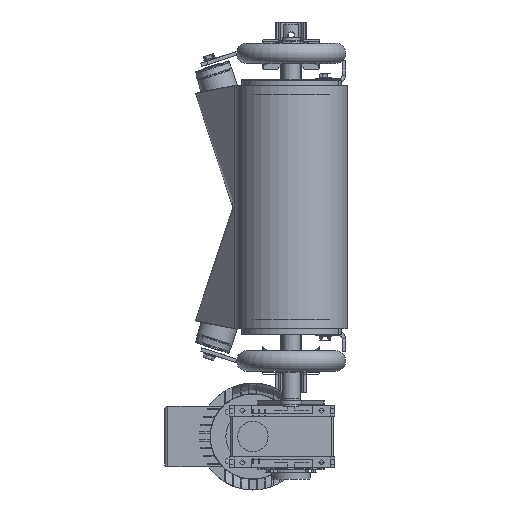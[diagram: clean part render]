
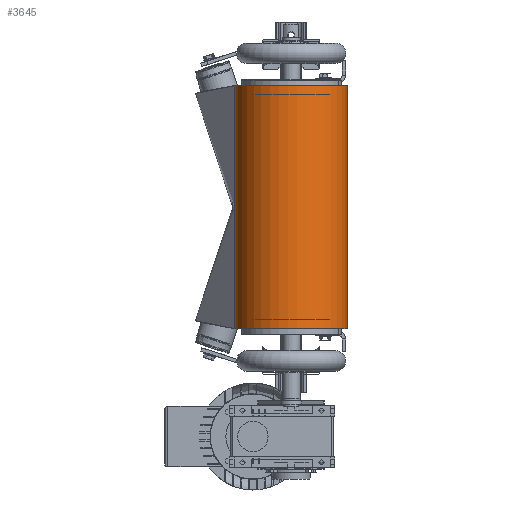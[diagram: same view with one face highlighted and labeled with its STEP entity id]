
A CAD part, left-side view. The second image highlights one B-rep face of the part: STEP entity #3645.
In plain terms, the highlighted cylindrical face has radius 92.5 mm (diameter 185 mm), a partial arc.
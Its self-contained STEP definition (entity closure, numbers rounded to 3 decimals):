
#141 = DIRECTION ( 'NONE',  ( 0., 0., -1. ) ) ;
#226 = AXIS2_PLACEMENT_3D ( 'NONE', #22050, #47846, #25736 ) ;
#689 = CIRCLE ( 'NONE', #28831, 92.5 ) ;
#3645 = ADVANCED_FACE ( 'NONE', ( #21585 ), #7126, .T. ) ;
#6506 = EDGE_LOOP ( 'NONE', ( #40262, #14679, #42393, #45104 ) ) ;
#7126 = CYLINDRICAL_SURFACE ( 'NONE', #12799, 92.5 ) ;
#10804 = VERTEX_POINT ( 'NONE', #25144 ) ;
#10811 = CIRCLE ( 'NONE', #226, 92.5 ) ;
#12785 = EDGE_CURVE ( 'NONE', #44145, #29019, #16175, .T. ) ;
#12799 = AXIS2_PLACEMENT_3D ( 'NONE', #47896, #141, #14657 ) ;
#12805 = CARTESIAN_POINT ( 'NONE',  ( -2418.113, 77.965, 255.245 ) ) ;
#13475 = CARTESIAN_POINT ( 'NONE',  ( -2413.087, -106.898, -144.755 ) ) ;
#14657 = DIRECTION ( 'NONE',  ( -1., 0., 0. ) ) ;
#14679 = ORIENTED_EDGE ( 'NONE', *, *, #12785, .F. ) ;
#15600 = CARTESIAN_POINT ( 'NONE',  ( -2418.113, -14.535, 255.245 ) ) ;
#16108 = VECTOR ( 'NONE', #39140, 1000. ) ;
#16175 = LINE ( 'NONE', #40573, #24862 ) ;
#16789 = CARTESIAN_POINT ( 'NONE',  ( -2413.087, -106.898, 255.245 ) ) ;
#19317 = DIRECTION ( 'NONE',  ( 1., 0., 0. ) ) ;
#21585 = FACE_OUTER_BOUND ( 'NONE', #6506, .T. ) ;
#22050 = CARTESIAN_POINT ( 'NONE',  ( -2418.113, -14.535, -144.755 ) ) ;
#24862 = VECTOR ( 'NONE', #37013, 1000. ) ;
#25144 = CARTESIAN_POINT ( 'NONE',  ( -2418.113, 77.965, -144.755 ) ) ;
#25736 = DIRECTION ( 'NONE',  ( 1., 0., 0. ) ) ;
#25939 = LINE ( 'NONE', #38982, #16108 ) ;
#28831 = AXIS2_PLACEMENT_3D ( 'NONE', #15600, #41421, #19317 ) ;
#29019 = VERTEX_POINT ( 'NONE', #13475 ) ;
#36953 = EDGE_CURVE ( 'NONE', #29019, #10804, #10811, .T. ) ;
#37013 = DIRECTION ( 'NONE',  ( 0., 0., -1. ) ) ;
#38982 = CARTESIAN_POINT ( 'NONE',  ( -2418.113, 77.965, 255.245 ) ) ;
#39140 = DIRECTION ( 'NONE',  ( 0., 0., -1. ) ) ;
#39968 = VERTEX_POINT ( 'NONE', #12805 ) ;
#40262 = ORIENTED_EDGE ( 'NONE', *, *, #36953, .F. ) ;
#40573 = CARTESIAN_POINT ( 'NONE',  ( -2413.087, -106.898, 255.245 ) ) ;
#41421 = DIRECTION ( 'NONE',  ( 0., 0., -1. ) ) ;
#41773 = EDGE_CURVE ( 'NONE', #39968, #10804, #25939, .T. ) ;
#42393 = ORIENTED_EDGE ( 'NONE', *, *, #46312, .T. ) ;
#44145 = VERTEX_POINT ( 'NONE', #16789 ) ;
#45104 = ORIENTED_EDGE ( 'NONE', *, *, #41773, .T. ) ;
#46312 = EDGE_CURVE ( 'NONE', #44145, #39968, #689, .T. ) ;
#47846 = DIRECTION ( 'NONE',  ( 0., 0., -1. ) ) ;
#47896 = CARTESIAN_POINT ( 'NONE',  ( -2418.113, -14.535, 255.245 ) ) ;
